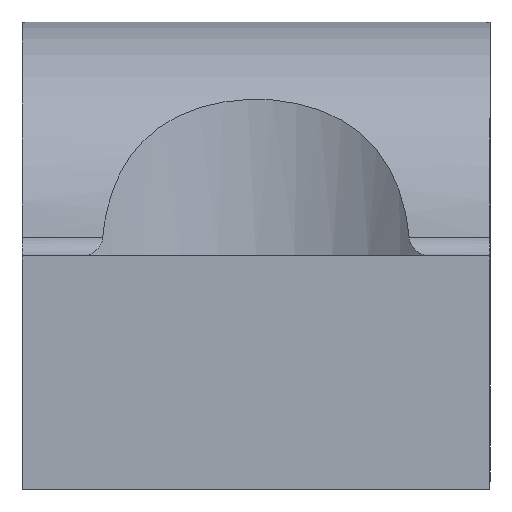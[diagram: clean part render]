
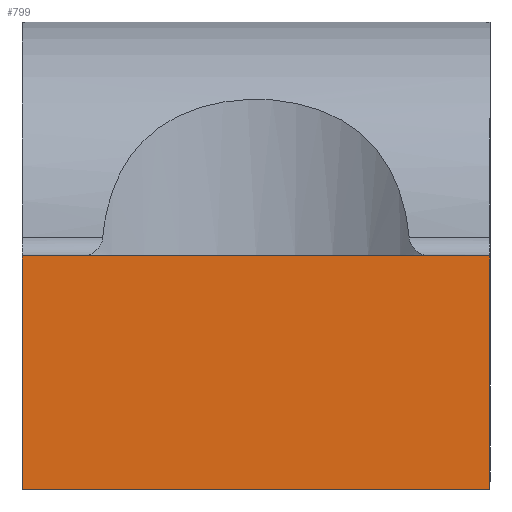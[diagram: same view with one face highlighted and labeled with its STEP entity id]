
A CAD part, left-side view. The second image highlights one B-rep face of the part: STEP entity #799.
In plain terms, the highlighted planar face has unit normal (-1, 0, 0).
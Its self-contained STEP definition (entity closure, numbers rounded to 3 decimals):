
#5 = ORIENTED_EDGE ( 'NONE', *, *, #67, .T. ) ;
#60 = VERTEX_POINT ( 'NONE', #526 ) ;
#63 = VECTOR ( 'NONE', #194, 1000. ) ;
#67 = EDGE_CURVE ( 'NONE', #838, #60, #575, .T. ) ;
#91 = CARTESIAN_POINT ( 'NONE',  ( -115., 35., 0. ) ) ;
#109 = DIRECTION ( 'NONE',  ( 0., 0., 1. ) ) ;
#178 = VERTEX_POINT ( 'NONE', #470 ) ;
#194 = DIRECTION ( 'NONE',  ( 0., -1., 0. ) ) ;
#201 = DIRECTION ( 'NONE',  ( 0., 1., 0. ) ) ;
#208 = VECTOR ( 'NONE', #109, 1000. ) ;
#275 = VECTOR ( 'NONE', #694, 1000. ) ;
#311 = EDGE_LOOP ( 'NONE', ( #783, #5, #828, #855 ) ) ;
#328 = CARTESIAN_POINT ( 'NONE',  ( -115., -35., 0. ) ) ;
#332 = FACE_OUTER_BOUND ( 'NONE', #311, .T. ) ;
#387 = CARTESIAN_POINT ( 'NONE',  ( -115., -35., 0. ) ) ;
#396 = PLANE ( 'NONE',  #833 ) ;
#470 = CARTESIAN_POINT ( 'NONE',  ( -115., 35., 0. ) ) ;
#480 = EDGE_CURVE ( 'NONE', #178, #823, #676, .T. ) ;
#507 = LINE ( 'NONE', #576, #727 ) ;
#523 = CARTESIAN_POINT ( 'NONE',  ( -115., 35., 35. ) ) ;
#526 = CARTESIAN_POINT ( 'NONE',  ( -115., -35., 35. ) ) ;
#575 = LINE ( 'NONE', #387, #208 ) ;
#576 = CARTESIAN_POINT ( 'NONE',  ( -115., 35., 0. ) ) ;
#599 = EDGE_CURVE ( 'NONE', #823, #60, #775, .T. ) ;
#601 = EDGE_CURVE ( 'NONE', #178, #838, #507, .T. ) ;
#676 = LINE ( 'NONE', #91, #275 ) ;
#694 = DIRECTION ( 'NONE',  ( 0., 0., 1. ) ) ;
#727 = VECTOR ( 'NONE', #854, 1000. ) ;
#769 = DIRECTION ( 'NONE',  ( 1., 0., 0. ) ) ;
#775 = LINE ( 'NONE', #523, #63 ) ;
#777 = CARTESIAN_POINT ( 'NONE',  ( -115., 35., 35. ) ) ;
#783 = ORIENTED_EDGE ( 'NONE', *, *, #601, .T. ) ;
#784 = CARTESIAN_POINT ( 'NONE',  ( -115., 35., 0. ) ) ;
#799 = ADVANCED_FACE ( 'NONE', ( #332 ), #396, .F. ) ;
#823 = VERTEX_POINT ( 'NONE', #777 ) ;
#828 = ORIENTED_EDGE ( 'NONE', *, *, #599, .F. ) ;
#833 = AXIS2_PLACEMENT_3D ( 'NONE', #784, #769, #201 ) ;
#838 = VERTEX_POINT ( 'NONE', #328 ) ;
#854 = DIRECTION ( 'NONE',  ( 0., -1., 0. ) ) ;
#855 = ORIENTED_EDGE ( 'NONE', *, *, #480, .F. ) ;
